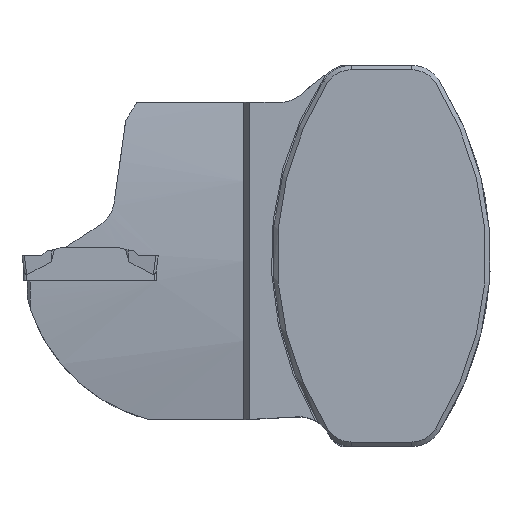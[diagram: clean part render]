
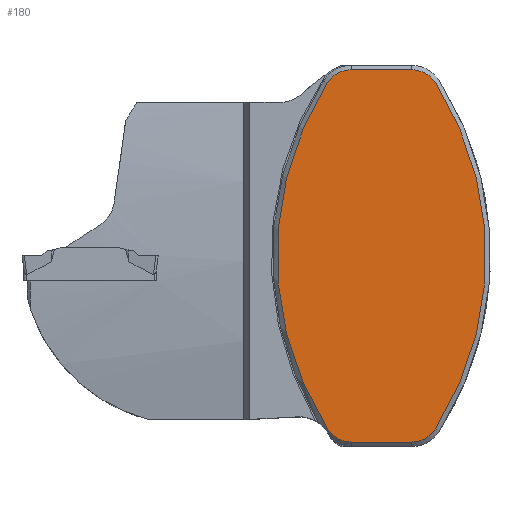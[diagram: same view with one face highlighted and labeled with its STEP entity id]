
A CAD part, top view. The second image highlights one B-rep face of the part: STEP entity #180.
In plain terms, the highlighted planar face has unit normal (0, 0, 1).
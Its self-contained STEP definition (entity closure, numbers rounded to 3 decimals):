
#131=PLANE('',#1718);
#180=ADVANCED_FACE('',(#281),#131,.T.);
#281=FACE_OUTER_BOUND('',#362,.T.);
#362=EDGE_LOOP('',(#870,#871,#872,#873,#874,#875,#876,#877));
#480=LINE('',#2539,#605);
#481=LINE('',#2542,#606);
#605=VECTOR('',#1968,1.);
#606=VECTOR('',#1971,1.);
#715=CIRCLE('',#1702,59.175);
#718=CIRCLE('',#1706,5.175);
#719=CIRCLE('',#1714,5.175);
#720=CIRCLE('',#1715,59.175);
#721=CIRCLE('',#1716,5.175);
#722=CIRCLE('',#1717,5.175);
#870=ORIENTED_EDGE('',*,*,#1433,.F.);
#871=ORIENTED_EDGE('',*,*,#1434,.F.);
#872=ORIENTED_EDGE('',*,*,#1435,.F.);
#873=ORIENTED_EDGE('',*,*,#1436,.F.);
#874=ORIENTED_EDGE('',*,*,#1437,.F.);
#875=ORIENTED_EDGE('',*,*,#1416,.F.);
#876=ORIENTED_EDGE('',*,*,#1423,.F.);
#877=ORIENTED_EDGE('',*,*,#1438,.F.);
#1256=VERTEX_POINT('',#2491);
#1257=VERTEX_POINT('',#2493);
#1261=VERTEX_POINT('',#2513);
#1264=VERTEX_POINT('',#2533);
#1265=VERTEX_POINT('',#2534);
#1266=VERTEX_POINT('',#2536);
#1267=VERTEX_POINT('',#2538);
#1268=VERTEX_POINT('',#2540);
#1416=EDGE_CURVE('',#1256,#1257,#715,.T.);
#1423=EDGE_CURVE('',#1261,#1256,#718,.T.);
#1433=EDGE_CURVE('',#1264,#1265,#719,.T.);
#1434=EDGE_CURVE('',#1266,#1264,#720,.T.);
#1435=EDGE_CURVE('',#1267,#1266,#721,.T.);
#1436=EDGE_CURVE('',#1268,#1267,#480,.T.);
#1437=EDGE_CURVE('',#1257,#1268,#722,.T.);
#1438=EDGE_CURVE('',#1265,#1261,#481,.T.);
#1702=AXIS2_PLACEMENT_3D('',#2492,#1928,#1929);
#1706=AXIS2_PLACEMENT_3D('',#2514,#1938,#1939);
#1714=AXIS2_PLACEMENT_3D('',#2532,#1962,#1963);
#1715=AXIS2_PLACEMENT_3D('',#2535,#1964,#1965);
#1716=AXIS2_PLACEMENT_3D('',#2537,#1966,#1967);
#1717=AXIS2_PLACEMENT_3D('',#2541,#1969,#1970);
#1718=AXIS2_PLACEMENT_3D('',#2543,#1972,#1973);
#1928=DIRECTION('',(0.,0.,-1.));
#1929=DIRECTION('',(0.,-1.,0.));
#1938=DIRECTION('',(0.,0.,-1.));
#1939=DIRECTION('',(0.,-1.,0.));
#1962=DIRECTION('',(0.,0.,-1.));
#1963=DIRECTION('',(0.,-1.,0.));
#1964=DIRECTION('',(0.,0.,-1.));
#1965=DIRECTION('',(0.,-1.,0.));
#1966=DIRECTION('',(0.,0.,-1.));
#1967=DIRECTION('',(0.,-1.,0.));
#1968=DIRECTION('',(1.,0.,0.));
#1969=DIRECTION('',(0.,0.,-1.));
#1970=DIRECTION('',(0.,-1.,0.));
#1971=DIRECTION('',(-1.,0.,0.));
#1972=DIRECTION('',(0.,0.,1.));
#1973=DIRECTION('',(0.,-1.,0.));
#2491=CARTESIAN_POINT('',(-9.918,-31.779,0.325));
#2492=CARTESIAN_POINT('',(40.,0.,0.325));
#2493=CARTESIAN_POINT('',(-9.918,31.779,0.325));
#2513=CARTESIAN_POINT('',(-5.552,-34.175,0.325));
#2514=CARTESIAN_POINT('',(-5.552,-29.,0.325));
#2532=CARTESIAN_POINT('',(5.552,-29.,0.325));
#2533=CARTESIAN_POINT('',(9.918,-31.779,0.325));
#2534=CARTESIAN_POINT('',(5.552,-34.175,0.325));
#2535=CARTESIAN_POINT('',(-40.,0.,0.325));
#2536=CARTESIAN_POINT('',(9.918,31.779,0.325));
#2537=CARTESIAN_POINT('',(5.552,29.,0.325));
#2538=CARTESIAN_POINT('',(5.552,34.175,0.325));
#2539=CARTESIAN_POINT('',(0.,34.175,0.325));
#2540=CARTESIAN_POINT('',(-5.552,34.175,0.325));
#2541=CARTESIAN_POINT('',(-5.552,29.,0.325));
#2542=CARTESIAN_POINT('',(0.,-34.175,0.325));
#2543=CARTESIAN_POINT('',(0.,0.,0.325));
